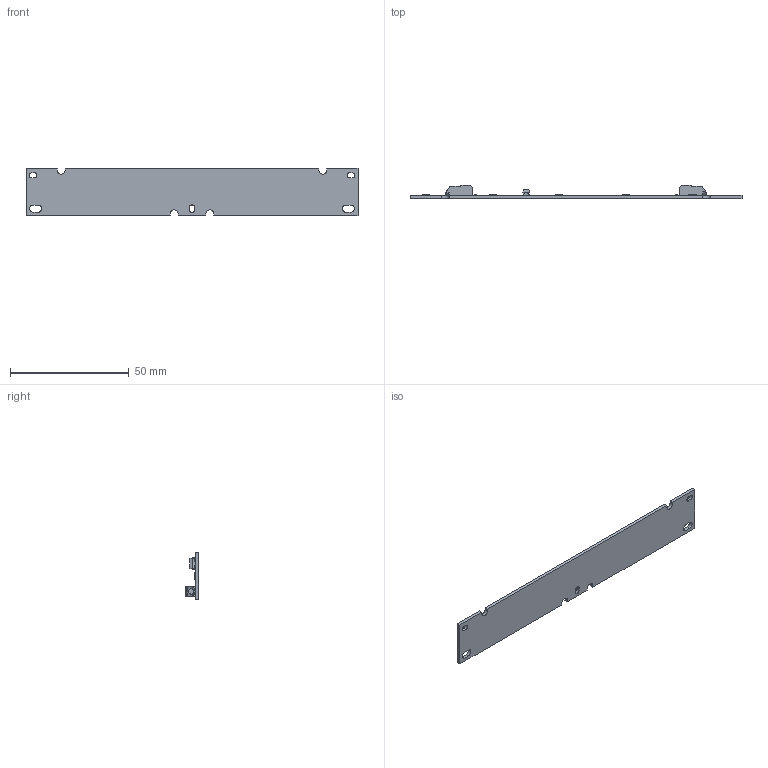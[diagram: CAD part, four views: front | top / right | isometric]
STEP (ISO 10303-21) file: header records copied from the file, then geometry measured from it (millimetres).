
FILE_DESCRIPTION (( 'STEP AP203' ), '1' );
FILE_NAME ('L14W2-05-PCB-Assembly.STEP', '2015-01-09T13:42:14', ( 'VS' ), ( '' ), 'SwSTEP 2.0', 'SolidWorks 2014', '' );
FILE_SCHEMA (( 'CONFIG_CONTROL_DESIGN' ));
Length unit declared in the file: millimetre
Products named in the file (6): L14W2-05-PCB-LSL; DO214AC; L14W2-05-PCB-Base; Nichia Nxxx757; 2060_401; L14W2-05-PCB-Assembly
Assembly tree (10 placements, depth 2):
  L14W2-05-PCB-Assembly
    L14W2-05-PCB-Base
    L14W2-05-PCB-LSL
    DO214AC
    Nichia Nxxx757  x5
    2060_401  x2
Bounding box: 139.6 x 5.85 x 20 mm (x, y, z)
Volume: 4381 mm3; surface area: 7030.9 mm2
Topology: 33 solids, 33 shells, 1354 faces, 3652 edges, 2414 vertices
Faces by surface type: plane 886, cylinder 383, bspline 85
Entity records: 33900 total; most frequent: CARTESIAN_POINT 8646, ORIENTED_EDGE 5258, DIRECTION 4837, EDGE_CURVE 2629, VECTOR 1873, LINE 1873, VERTEX_POINT 1739, AXIS2_PLACEMENT_3D 1482
